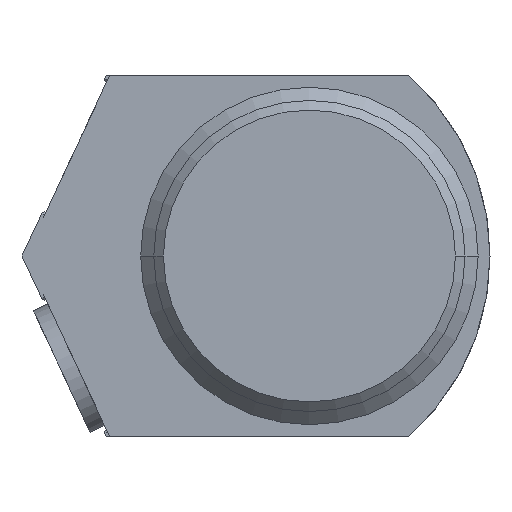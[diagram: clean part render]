
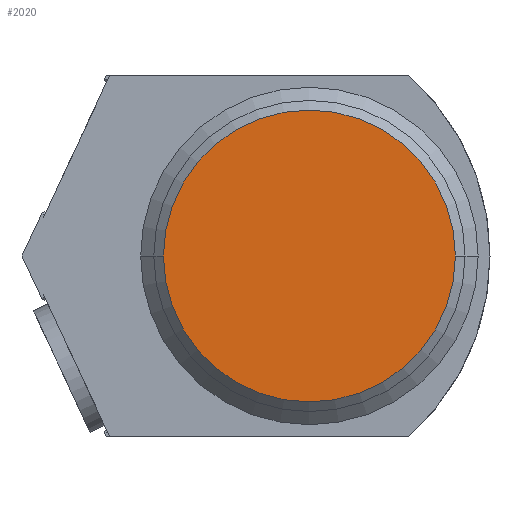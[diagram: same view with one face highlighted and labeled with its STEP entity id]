
A CAD part, left-side view. The second image highlights one B-rep face of the part: STEP entity #2020.
In plain terms, the highlighted planar face has unit normal (-1, 0, 0).
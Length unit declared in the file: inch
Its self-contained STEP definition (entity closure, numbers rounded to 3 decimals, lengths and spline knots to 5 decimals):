
#519=CARTESIAN_POINT('',(-2.,-0.187,0.));
#520=DIRECTION('',(-1.,0.,0.));
#521=DIRECTION('',(0.,1.,0.));
#522=AXIS2_PLACEMENT_3D('',#519,#520,#521);
#549=CARTESIAN_POINT('',(-2.,-0.187,0.));
#550=DIRECTION('',(1.,0.,0.));
#551=DIRECTION('',(0.,1.,0.));
#552=AXIS2_PLACEMENT_3D('',#549,#550,#551);
#1504=CARTESIAN_POINT('',(-2.,0.268,0.));
#1505=CARTESIAN_POINT('',(-2.,-0.642,0.));
#1506=VERTEX_POINT('',#1504);
#1507=VERTEX_POINT('',#1505);
#2010=CARTESIAN_POINT('',(-2.,0.,0.));
#2011=DIRECTION('',(1.,0.,0.));
#2012=DIRECTION('',(0.,0.,-1.));
#2013=AXIS2_PLACEMENT_3D('',#2010,#2011,#2012);
#2014=PLANE('',#2013);
#2015=ORIENTED_EDGE('',*,*,#2000,.F.);
#2017=ORIENTED_EDGE('',*,*,#2016,.T.);
#2018=EDGE_LOOP('',(#2015,#2017));
#2019=FACE_OUTER_BOUND('',#2018,.F.);
#2020=ADVANCED_FACE('',(#2019),#2014,.F.);
#523=CIRCLE('',#522,0.455);
#553=CIRCLE('',#552,0.455);
#2000=EDGE_CURVE('',#1506,#1507,#523,.T.);
#2016=EDGE_CURVE('',#1506,#1507,#553,.T.);
